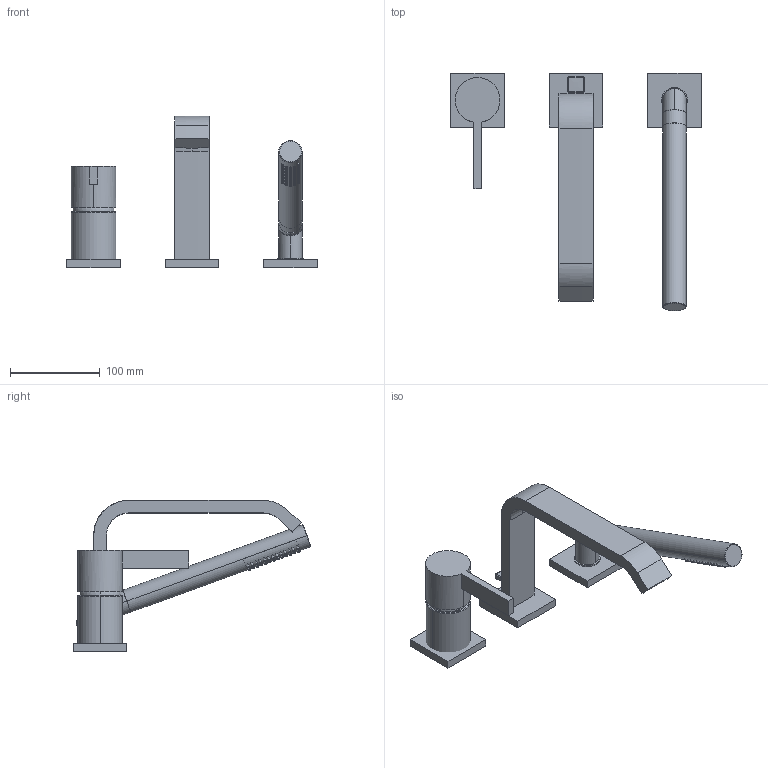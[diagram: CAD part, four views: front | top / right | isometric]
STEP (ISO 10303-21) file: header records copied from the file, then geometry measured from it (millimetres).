
FILE_DESCRIPTION (( 'STEP AP203' ), '1' );
FILE_NAME ('27412670.STEP', '2018-06-26T12:15:07', ( '' ), ( '' ), 'SwSTEP 2.0', 'SolidWorks 2017', '' );
FILE_SCHEMA (( 'CONFIG_CONTROL_DESIGN' ));
Length unit declared in the file: millimetre
Products named in the file (15): Nippel-+-04.24.04.287.00-01_PDB_04240428700-00; Planungsmodell_Koerper-+-04.12.11.140.10_04_K1; Planungsmodell_Rosette-+-09.27.67.007-01; Planungsmodell_Einsatz-+-04.12.11.140.10_02_K1; Planungsmodell_Auslauf-+-04.28.22.245.00.90-01_-; Planungsmodell_Einsatz-+-04.12.11.140.10_03_K1; Planungsmodell_Knopf-+-09.20.78.030.94-01_-_Default1; Planungsmodell_Handbrause-+-04.12.11.140.10_01_PDB_04121114010-00; Planungsmodell_Rohr_gerade-+-28.568.780-10_ _K322 28,7 x 1,6; Planungsmodell_Hebel-+-09.20.67.014-01; Planungsmodell_Nippel-+-09.24.04.287.90_01; Planungsmodell_Haube-+-09.28.30.033.90-01_K4; Planungsmodell_Rohr_gerade-+-28.568.780-10_ _K170_26x15,5; 27412670; Planungsmodell_Rohr_gerade-+-28.568.780-10_ _K201_18x20
Assembly tree (16 placements, depth 4):
  27412670
    Planungsmodell_Rosette-+-09.27.67.007-01  x3
    Planungsmodell_Auslauf-+-04.28.22.245.00.90-01_-
    Planungsmodell_Knopf-+-09.20.78.030.94-01_-_Default1
    Planungsmodell_Rohr_gerade-+-28.568.780-10_ _K322 28,7 x 1,6
    Nippel-+-04.24.04.287.00-01_PDB_04240428700-00
      Planungsmodell_Nippel-+-09.24.04.287.90_01
      Planungsmodell_Rohr_gerade-+-28.568.780-10_ _K170_26x15,5
      Planungsmodell_Rohr_gerade-+-28.568.780-10_ _K201_18x20
    Planungsmodell_Handbrause-+-04.12.11.140.10_01_PDB_04121114010-00
      Planungsmodell_Koerper-+-04.12.11.140.10_04_K1
      Planungsmodell_Einsatz-+-04.12.11.140.10_03_K1
        Planungsmodell_Einsatz-+-04.12.11.140.10_02_K1
    Planungsmodell_Hebel-+-09.20.67.014-01
    Planungsmodell_Haube-+-09.28.30.033.90-01_K4
Bounding box: 280 x 265.4 x 169.16 mm (x, y, z)
Volume: 708464.4 mm3; surface area: 134692.3 mm2
Topology: 13 solids, 13 shells, 465 faces, 944 edges, 567 vertices
Faces by surface type: cylinder 175, torus 148, plane 119, bspline 15, sphere 8
Entity records: 16744 total; most frequent: CARTESIAN_POINT 5569, DIRECTION 2197, ORIENTED_EDGE 1828, AXIS2_PLACEMENT_3D 985, EDGE_CURVE 914, VERTEX_POINT 551, CIRCLE 525, EDGE_LOOP 521
